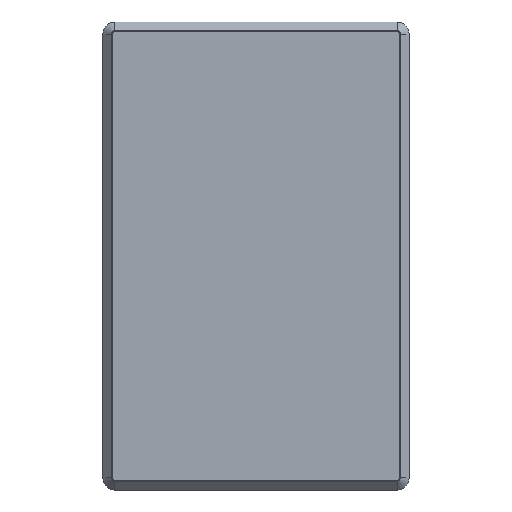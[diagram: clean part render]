
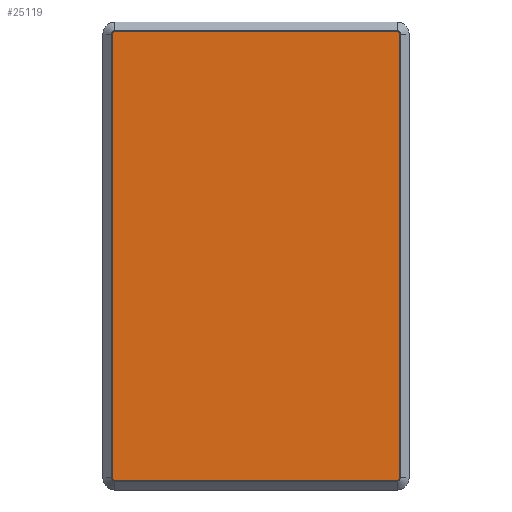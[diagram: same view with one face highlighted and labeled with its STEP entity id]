
A CAD part, top view. The second image highlights one B-rep face of the part: STEP entity #25119.
In plain terms, the highlighted planar face has unit normal (0, 0, 1).
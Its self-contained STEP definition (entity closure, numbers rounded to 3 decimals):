
#268 = VERTEX_POINT ( 'NONE', #9197 ) ;
#313 = CIRCLE ( 'NONE', #25268, 2.586 ) ;
#430 = DIRECTION ( 'NONE',  ( 1., 0., 0. ) ) ;
#625 = EDGE_LOOP ( 'NONE', ( #27838, #30021, #7958, #18704, #11177, #32235, #20399, #17331 ) ) ;
#808 = CARTESIAN_POINT ( 'NONE',  ( -17., 422., 14. ) ) ;
#2012 = EDGE_CURVE ( 'NONE', #17604, #268, #11147, .T. ) ;
#2062 = LINE ( 'NONE', #32973, #8305 ) ;
#2209 = EDGE_CURVE ( 'NONE', #6296, #22377, #20778, .T. ) ;
#2666 = CARTESIAN_POINT ( 'NONE',  ( -17., -19.586, 14. ) ) ;
#4358 = EDGE_CURVE ( 'NONE', #32753, #21853, #30394, .T. ) ;
#5329 = DIRECTION ( 'NONE',  ( -1., 0., 0. ) ) ;
#6296 = VERTEX_POINT ( 'NONE', #31801 ) ;
#6631 = DIRECTION ( 'NONE',  ( 1., 0., 0. ) ) ;
#6653 = EDGE_CURVE ( 'NONE', #22377, #32753, #31705, .T. ) ;
#6744 = VECTOR ( 'NONE', #18169, 1000. ) ;
#7798 = CARTESIAN_POINT ( 'NONE',  ( -19.586, 422., 14. ) ) ;
#7859 = AXIS2_PLACEMENT_3D ( 'NONE', #16814, #24451, #6631 ) ;
#7958 = ORIENTED_EDGE ( 'NONE', *, *, #2209, .T. ) ;
#8305 = VECTOR ( 'NONE', #22787, 1000. ) ;
#8822 = VERTEX_POINT ( 'NONE', #10206 ) ;
#9197 = CARTESIAN_POINT ( 'NONE',  ( 264.586, 422., 14. ) ) ;
#9347 = CARTESIAN_POINT ( 'NONE',  ( -19.586, 422., 14. ) ) ;
#10206 = CARTESIAN_POINT ( 'NONE',  ( 262., -19.586, 14. ) ) ;
#11147 = LINE ( 'NONE', #18994, #31438 ) ;
#11151 = DIRECTION ( 'NONE',  ( 0., 0., 1. ) ) ;
#11177 = ORIENTED_EDGE ( 'NONE', *, *, #4358, .T. ) ;
#11632 = CIRCLE ( 'NONE', #17627, 2.586 ) ;
#12069 = EDGE_CURVE ( 'NONE', #20615, #8822, #2062, .T. ) ;
#12371 = PLANE ( 'NONE',  #33155 ) ;
#13579 = EDGE_CURVE ( 'NONE', #268, #6296, #30655, .T. ) ;
#14700 = DIRECTION ( 'NONE',  ( 1., 0., 0. ) ) ;
#16549 = DIRECTION ( 'NONE',  ( 0., 0., 1. ) ) ;
#16814 = CARTESIAN_POINT ( 'NONE',  ( 262., 422., 14. ) ) ;
#17331 = ORIENTED_EDGE ( 'NONE', *, *, #21177, .T. ) ;
#17604 = VERTEX_POINT ( 'NONE', #26966 ) ;
#17627 = AXIS2_PLACEMENT_3D ( 'NONE', #20635, #27612, #14700 ) ;
#17991 = DIRECTION ( 'NONE',  ( 0., 0., 1. ) ) ;
#18169 = DIRECTION ( 'NONE',  ( 0., -1., 0. ) ) ;
#18704 = ORIENTED_EDGE ( 'NONE', *, *, #6653, .T. ) ;
#18783 = CARTESIAN_POINT ( 'NONE',  ( -17., -17., 14. ) ) ;
#18994 = CARTESIAN_POINT ( 'NONE',  ( 264.586, 422., 14. ) ) ;
#18998 = DIRECTION ( 'NONE',  ( 1., 0., 0. ) ) ;
#19018 = VECTOR ( 'NONE', #5329, 1000. ) ;
#20399 = ORIENTED_EDGE ( 'NONE', *, *, #12069, .T. ) ;
#20615 = VERTEX_POINT ( 'NONE', #2666 ) ;
#20635 = CARTESIAN_POINT ( 'NONE',  ( 262., -17., 14. ) ) ;
#20778 = LINE ( 'NONE', #24914, #19018 ) ;
#21177 = EDGE_CURVE ( 'NONE', #8822, #17604, #11632, .T. ) ;
#21853 = VERTEX_POINT ( 'NONE', #32082 ) ;
#22377 = VERTEX_POINT ( 'NONE', #27790 ) ;
#22787 = DIRECTION ( 'NONE',  ( 1., 0., 0. ) ) ;
#24237 = DIRECTION ( 'NONE',  ( 0., 1., 0. ) ) ;
#24451 = DIRECTION ( 'NONE',  ( 0., 0., 1. ) ) ;
#24914 = CARTESIAN_POINT ( 'NONE',  ( 262., 424.586, 14. ) ) ;
#25119 = ADVANCED_FACE ( 'NONE', ( #33103 ), #12371, .T. ) ;
#25268 = AXIS2_PLACEMENT_3D ( 'NONE', #18783, #16549, #430 ) ;
#25958 = DIRECTION ( 'NONE',  ( 1., 0., 0. ) ) ;
#26966 = CARTESIAN_POINT ( 'NONE',  ( 264.586, -17., 14. ) ) ;
#27612 = DIRECTION ( 'NONE',  ( 0., 0., 1. ) ) ;
#27790 = CARTESIAN_POINT ( 'NONE',  ( -17., 424.586, 14. ) ) ;
#27838 = ORIENTED_EDGE ( 'NONE', *, *, #2012, .T. ) ;
#28820 = EDGE_CURVE ( 'NONE', #21853, #20615, #313, .T. ) ;
#30021 = ORIENTED_EDGE ( 'NONE', *, *, #13579, .T. ) ;
#30394 = LINE ( 'NONE', #7798, #6744 ) ;
#30655 = CIRCLE ( 'NONE', #7859, 2.586 ) ;
#31438 = VECTOR ( 'NONE', #24237, 1000. ) ;
#31705 = CIRCLE ( 'NONE', #32243, 2.586 ) ;
#31801 = CARTESIAN_POINT ( 'NONE',  ( 262., 424.586, 14. ) ) ;
#32082 = CARTESIAN_POINT ( 'NONE',  ( -19.586, -17., 14. ) ) ;
#32235 = ORIENTED_EDGE ( 'NONE', *, *, #28820, .T. ) ;
#32243 = AXIS2_PLACEMENT_3D ( 'NONE', #808, #11151, #18998 ) ;
#32753 = VERTEX_POINT ( 'NONE', #9347 ) ;
#32973 = CARTESIAN_POINT ( 'NONE',  ( 262., -19.586, 14. ) ) ;
#33103 = FACE_OUTER_BOUND ( 'NONE', #625, .T. ) ;
#33155 = AXIS2_PLACEMENT_3D ( 'NONE', #33273, #17991, #25958 ) ;
#33273 = CARTESIAN_POINT ( 'NONE',  ( 262., 422., 14. ) ) ;
